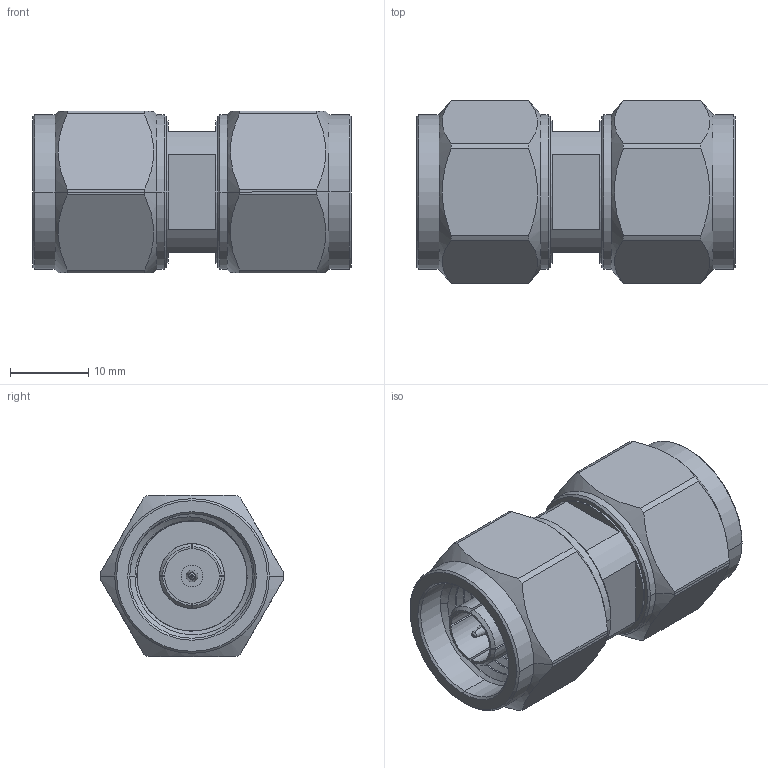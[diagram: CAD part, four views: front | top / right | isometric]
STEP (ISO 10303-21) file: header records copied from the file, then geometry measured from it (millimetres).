
FILE_DESCRIPTION (( 'STEP AP203' ), '1' );
FILE_NAME ('SM4075.step', '2018-08-30T16:32:12', ( '' ), ( '' ), 'SwSTEP 2.0', 'SolidWorks 2017', '' );
FILE_SCHEMA (( 'CONFIG_CONTROL_DESIGN' ));
Length unit declared in the file: inch
Products named in the file (1): SM4075
Bounding box: 40.64 x 23.41 x 20.64 mm (x, y, z)
Volume: 10101.8 mm3; surface area: 5717.9 mm2
Topology: 1 solids, 1 shells, 178 faces, 460 edges, 296 vertices
Faces by surface type: plane 68, cylinder 62, cone 38, bspline 10
Entity records: 7503 total; most frequent: CARTESIAN_POINT 3201, ORIENTED_EDGE 920, DIRECTION 874, EDGE_CURVE 460, AXIS2_PLACEMENT_3D 345, VERTEX_POINT 296, EDGE_LOOP 190, VECTOR 184
